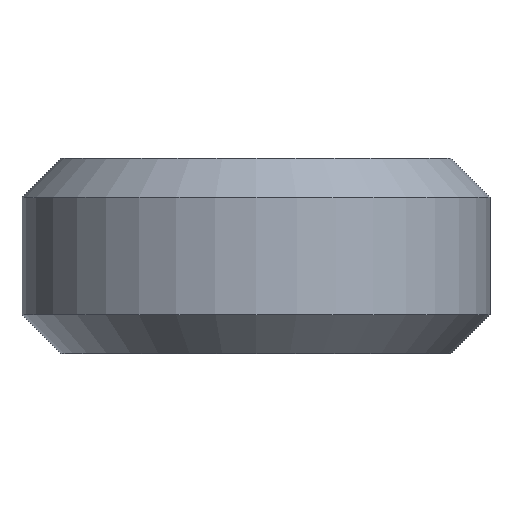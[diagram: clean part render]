
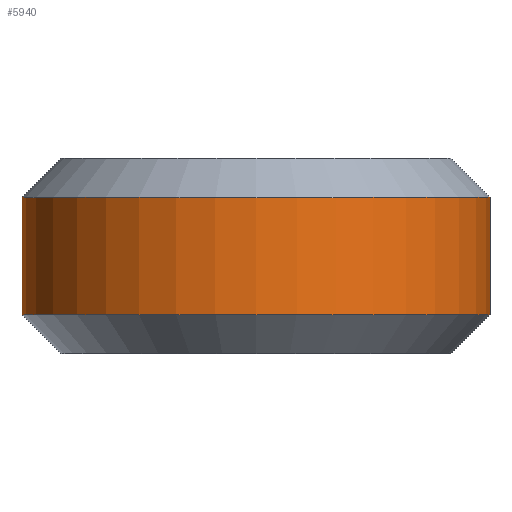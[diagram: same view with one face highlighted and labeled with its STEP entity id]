
A CAD part, front view. The second image highlights one B-rep face of the part: STEP entity #5940.
In plain terms, the highlighted cylindrical face has radius 12 mm (diameter 24 mm), a full revolution.
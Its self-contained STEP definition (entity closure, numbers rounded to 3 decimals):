
#5940 = ADVANCED_FACE('',(#5941),#5955,.T.);
#5941 = FACE_BOUND('',#5942,.T.);
#5942 = EDGE_LOOP('',(#5943,#5973,#6000,#6001));
#5943 = ORIENTED_EDGE('',*,*,#5944,.T.);
#5944 = EDGE_CURVE('',#5945,#5947,#5949,.T.);
#5945 = VERTEX_POINT('',#5946);
#5946 = CARTESIAN_POINT('',(12.,0.,2.));
#5947 = VERTEX_POINT('',#5948);
#5948 = CARTESIAN_POINT('',(12.,0.,8.));
#5949 = SEAM_CURVE('',#5950,(#5954,#5966),.PCURVE_S1.);
#5950 = LINE('',#5951,#5952);
#5951 = CARTESIAN_POINT('',(12.,0.,0.));
#5952 = VECTOR('',#5953,1.);
#5953 = DIRECTION('',(0.,0.,1.));
#5954 = PCURVE('',#5955,#5960);
#5955 = CYLINDRICAL_SURFACE('',#5956,12.);
#5956 = AXIS2_PLACEMENT_3D('',#5957,#5958,#5959);
#5957 = CARTESIAN_POINT('',(0.,0.,0.));
#5958 = DIRECTION('',(0.,0.,1.));
#5959 = DIRECTION('',(1.,0.,0.));
#5960 = DEFINITIONAL_REPRESENTATION('',(#5961),#5965);
#5961 = LINE('',#5962,#5963);
#5962 = CARTESIAN_POINT('',(6.283,-0.));
#5963 = VECTOR('',#5964,1.);
#5964 = DIRECTION('',(0.,1.));
#5965 = ( GEOMETRIC_REPRESENTATION_CONTEXT(2) 
PARAMETRIC_REPRESENTATION_CONTEXT() REPRESENTATION_CONTEXT('2D SPACE',''
  ) );
#5966 = PCURVE('',#5955,#5967);
#5967 = DEFINITIONAL_REPRESENTATION('',(#5968),#5972);
#5968 = LINE('',#5969,#5970);
#5969 = CARTESIAN_POINT('',(0.,-0.));
#5970 = VECTOR('',#5971,1.);
#5971 = DIRECTION('',(0.,1.));
#5972 = ( GEOMETRIC_REPRESENTATION_CONTEXT(2) 
PARAMETRIC_REPRESENTATION_CONTEXT() REPRESENTATION_CONTEXT('2D SPACE',''
  ) );
#5973 = ORIENTED_EDGE('',*,*,#5974,.F.);
#5974 = EDGE_CURVE('',#5947,#5947,#5975,.T.);
#5975 = SURFACE_CURVE('',#5976,(#5981,#5988),.PCURVE_S1.);
#5976 = CIRCLE('',#5977,12.);
#5977 = AXIS2_PLACEMENT_3D('',#5978,#5979,#5980);
#5978 = CARTESIAN_POINT('',(0.,0.,8.));
#5979 = DIRECTION('',(0.,0.,1.));
#5980 = DIRECTION('',(1.,0.,-0.));
#5981 = PCURVE('',#5955,#5982);
#5982 = DEFINITIONAL_REPRESENTATION('',(#5983),#5987);
#5983 = LINE('',#5984,#5985);
#5984 = CARTESIAN_POINT('',(0.,8.));
#5985 = VECTOR('',#5986,1.);
#5986 = DIRECTION('',(1.,0.));
#5987 = ( GEOMETRIC_REPRESENTATION_CONTEXT(2) 
PARAMETRIC_REPRESENTATION_CONTEXT() REPRESENTATION_CONTEXT('2D SPACE',''
  ) );
#5988 = PCURVE('',#5989,#5994);
#5989 = CONICAL_SURFACE('',#5990,12.,0.785);
#5990 = AXIS2_PLACEMENT_3D('',#5991,#5992,#5993);
#5991 = CARTESIAN_POINT('',(0.,0.,8.));
#5992 = DIRECTION('',(-0.,-0.,-1.));
#5993 = DIRECTION('',(1.,0.,-0.));
#5994 = DEFINITIONAL_REPRESENTATION('',(#5995),#5999);
#5995 = LINE('',#5996,#5997);
#5996 = CARTESIAN_POINT('',(-0.,-0.));
#5997 = VECTOR('',#5998,1.);
#5998 = DIRECTION('',(-1.,-0.));
#5999 = ( GEOMETRIC_REPRESENTATION_CONTEXT(2) 
PARAMETRIC_REPRESENTATION_CONTEXT() REPRESENTATION_CONTEXT('2D SPACE',''
  ) );
#6000 = ORIENTED_EDGE('',*,*,#5944,.F.);
#6001 = ORIENTED_EDGE('',*,*,#6002,.T.);
#6002 = EDGE_CURVE('',#5945,#5945,#6003,.T.);
#6003 = SURFACE_CURVE('',#6004,(#6009,#6016),.PCURVE_S1.);
#6004 = CIRCLE('',#6005,12.);
#6005 = AXIS2_PLACEMENT_3D('',#6006,#6007,#6008);
#6006 = CARTESIAN_POINT('',(0.,0.,2.));
#6007 = DIRECTION('',(0.,0.,1.));
#6008 = DIRECTION('',(1.,0.,-0.));
#6009 = PCURVE('',#5955,#6010);
#6010 = DEFINITIONAL_REPRESENTATION('',(#6011),#6015);
#6011 = LINE('',#6012,#6013);
#6012 = CARTESIAN_POINT('',(0.,2.));
#6013 = VECTOR('',#6014,1.);
#6014 = DIRECTION('',(1.,0.));
#6015 = ( GEOMETRIC_REPRESENTATION_CONTEXT(2) 
PARAMETRIC_REPRESENTATION_CONTEXT() REPRESENTATION_CONTEXT('2D SPACE',''
  ) );
#6016 = PCURVE('',#6017,#6022);
#6017 = CONICAL_SURFACE('',#6018,12.,0.785);
#6018 = AXIS2_PLACEMENT_3D('',#6019,#6020,#6021);
#6019 = CARTESIAN_POINT('',(0.,0.,2.));
#6020 = DIRECTION('',(0.,0.,1.));
#6021 = DIRECTION('',(1.,0.,-0.));
#6022 = DEFINITIONAL_REPRESENTATION('',(#6023),#6027);
#6023 = LINE('',#6024,#6025);
#6024 = CARTESIAN_POINT('',(0.,-0.));
#6025 = VECTOR('',#6026,1.);
#6026 = DIRECTION('',(1.,-0.));
#6027 = ( GEOMETRIC_REPRESENTATION_CONTEXT(2) 
PARAMETRIC_REPRESENTATION_CONTEXT() REPRESENTATION_CONTEXT('2D SPACE',''
  ) );
